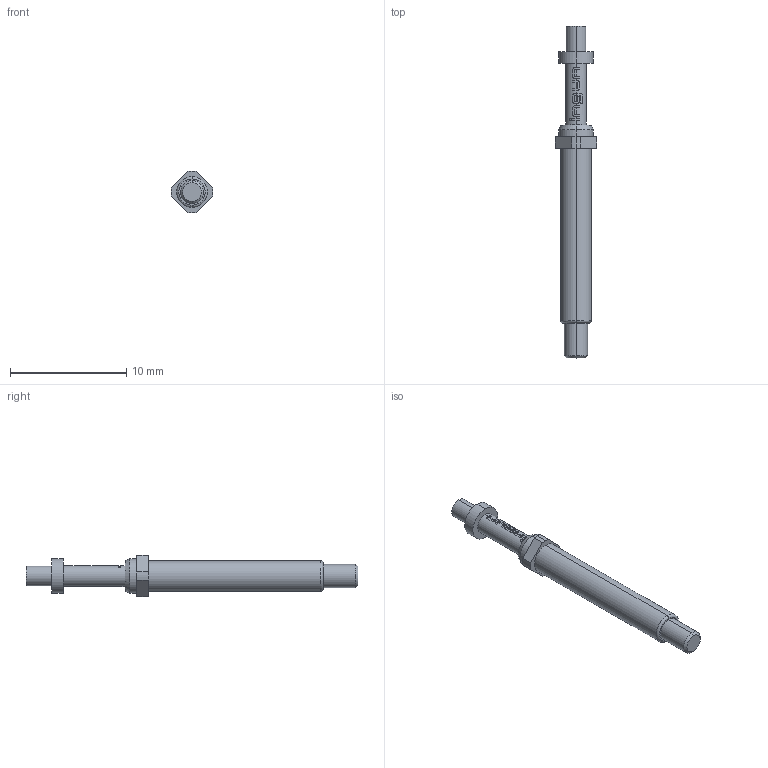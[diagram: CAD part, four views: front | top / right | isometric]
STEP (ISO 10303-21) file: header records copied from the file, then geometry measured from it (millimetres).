
FILE_DESCRIPTION (( 'STEP AP203' ), '1' );
FILE_NAME ('INGUN_T-113_302_170_220_300Axx02M.STEP', '2022-02-11T10:55:37', ( 'ochi' ), ( '' ), 'SwSTEP 2.0', 'SolidWorks 2018', '' );
FILE_SCHEMA (( 'CONFIG_CONTROL_DESIGN' ));
Length unit declared in the file: millimetre
Products named in the file (1): INGUN_T-113_302_170_220_300Axx02M
Bounding box: 3.59 x 28.5 x 3.6 mm (x, y, z)
Volume: 132.7 mm3; surface area: 238.4 mm2
Topology: 1 solids, 1 shells, 116 faces, 315 edges, 208 vertices
Faces by surface type: plane 52, cylinder 36, bspline 22, cone 4, torus 2
Entity records: 4048 total; most frequent: CARTESIAN_POINT 1160, ORIENTED_EDGE 630, DIRECTION 537, EDGE_CURVE 315, AXIS2_PLACEMENT_3D 213, VERTEX_POINT 208, EDGE_LOOP 123, CIRCLE 118
